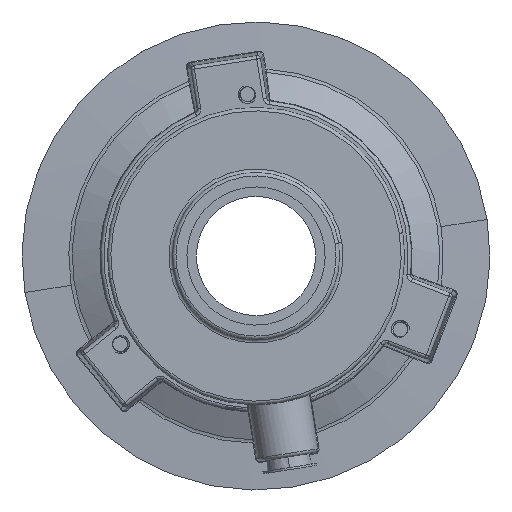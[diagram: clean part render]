
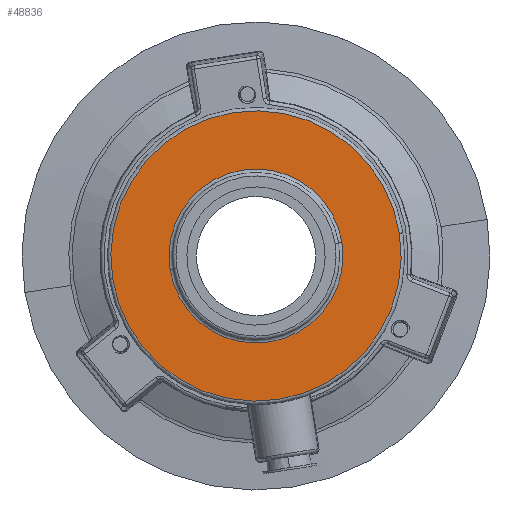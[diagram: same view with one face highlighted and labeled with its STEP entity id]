
A CAD part, front view. The second image highlights one B-rep face of the part: STEP entity #48836.
In plain terms, the highlighted planar face has unit normal (0, -1, 0).
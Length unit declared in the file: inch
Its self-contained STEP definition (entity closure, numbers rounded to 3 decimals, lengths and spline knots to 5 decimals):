
#20957=CARTESIAN_POINT('',(0.,-2.1,0.));
#20958=DIRECTION('',(0.,-1.,0.));
#20959=DIRECTION('',(1.,0.,0.));
#20960=AXIS2_PLACEMENT_3D('',#20957,#20958,#20959);
#20962=CARTESIAN_POINT('',(0.,-2.1,0.));
#20963=DIRECTION('',(0.,-1.,0.));
#20964=DIRECTION('',(-1.,0.,0.));
#20965=AXIS2_PLACEMENT_3D('',#20962,#20963,#20964);
#20967=CARTESIAN_POINT('',(0.,-2.1,0.));
#20968=DIRECTION('',(0.,1.,0.));
#20969=DIRECTION('',(-1.,0.,0.));
#20970=AXIS2_PLACEMENT_3D('',#20967,#20968,#20969);
#20972=CARTESIAN_POINT('',(0.,-2.1,0.));
#20973=DIRECTION('',(0.,1.,0.));
#20974=DIRECTION('',(1.,0.,0.));
#20975=AXIS2_PLACEMENT_3D('',#20972,#20973,#20974);
#22344=CARTESIAN_POINT('',(1.51,-2.1,0.));
#22345=CARTESIAN_POINT('',(-1.51,-2.1,0.));
#22346=VERTEX_POINT('',#22344);
#22347=VERTEX_POINT('',#22345);
#22356=CARTESIAN_POINT('',(-2.52,-2.1,0.));
#22357=CARTESIAN_POINT('',(2.52,-2.1,0.));
#22358=VERTEX_POINT('',#22356);
#22359=VERTEX_POINT('',#22357);
#48820=CARTESIAN_POINT('',(0.,-2.1,0.));
#48821=DIRECTION('',(0.,-1.,0.));
#48822=DIRECTION('',(-1.,0.,0.));
#48823=AXIS2_PLACEMENT_3D('',#48820,#48821,#48822);
#48824=PLANE('',#48823);
#48826=ORIENTED_EDGE('',*,*,#48825,.T.);
#48828=ORIENTED_EDGE('',*,*,#48827,.T.);
#48829=EDGE_LOOP('',(#48826,#48828));
#48830=FACE_OUTER_BOUND('',#48829,.F.);
#48832=ORIENTED_EDGE('',*,*,#48831,.T.);
#48833=ORIENTED_EDGE('',*,*,#48810,.T.);
#48834=EDGE_LOOP('',(#48832,#48833));
#48835=FACE_BOUND('',#48834,.F.);
#48836=ADVANCED_FACE('',(#48830,#48835),#48824,.T.);
#20961=CIRCLE('',#20960,1.51);
#20966=CIRCLE('',#20965,1.51);
#20971=CIRCLE('',#20970,2.52);
#20976=CIRCLE('',#20975,2.52);
#48810=EDGE_CURVE('',#22347,#22346,#20966,.T.);
#48825=EDGE_CURVE('',#22358,#22359,#20971,.T.);
#48827=EDGE_CURVE('',#22359,#22358,#20976,.T.);
#48831=EDGE_CURVE('',#22346,#22347,#20961,.T.);
